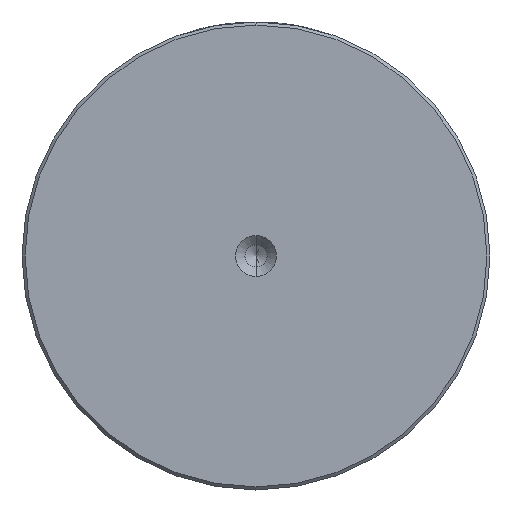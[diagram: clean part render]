
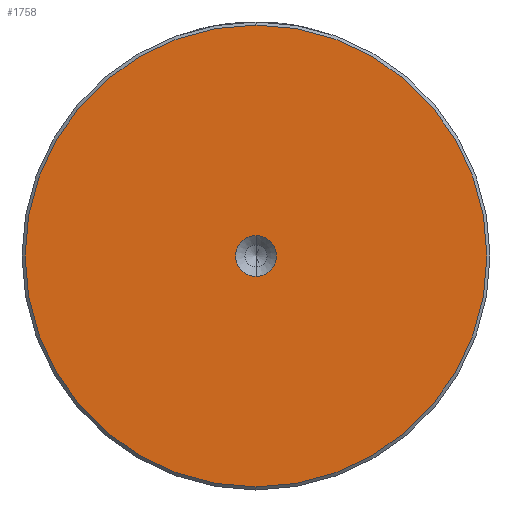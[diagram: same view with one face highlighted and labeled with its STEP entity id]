
A CAD part, left-side view. The second image highlights one B-rep face of the part: STEP entity #1758.
In plain terms, the highlighted planar face has unit normal (-1, 0, 0).
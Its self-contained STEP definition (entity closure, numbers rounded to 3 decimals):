
#89 = CARTESIAN_POINT ( 'NONE',  ( 0., 0., 3.3 ) ) ;
#95 = AXIS2_PLACEMENT_3D ( 'NONE', #2505, #1099, #2732 ) ;
#201 = VERTEX_POINT ( 'NONE', #89 ) ;
#233 = AXIS2_PLACEMENT_3D ( 'NONE', #2781, #3012, #1617 ) ;
#533 = AXIS2_PLACEMENT_3D ( 'NONE', #2849, #1445, #3077 ) ;
#559 = EDGE_CURVE ( 'NONE', #1783, #2806, #1476, .T. ) ;
#587 = CARTESIAN_POINT ( 'NONE',  ( 0., 0., 0. ) ) ;
#685 = EDGE_CURVE ( 'NONE', #201, #2584, #1255, .T. ) ;
#732 = ORIENTED_EDGE ( 'NONE', *, *, #559, .T. ) ;
#831 = DIRECTION ( 'NONE',  ( 0., 0., 1. ) ) ;
#1095 = EDGE_CURVE ( 'NONE', #2584, #201, #1282, .T. ) ;
#1099 = DIRECTION ( 'NONE',  ( -1., 0., 0. ) ) ;
#1144 = PLANE ( 'NONE',  #233 ) ;
#1255 = CIRCLE ( 'NONE', #1966, 3.3 ) ;
#1281 = CARTESIAN_POINT ( 'NONE',  ( 0., 0., -3.3 ) ) ;
#1282 = CIRCLE ( 'NONE', #95, 3.3 ) ;
#1412 = CARTESIAN_POINT ( 'NONE',  ( 0., 0., 0. ) ) ;
#1445 = DIRECTION ( 'NONE',  ( -1., 0., 0. ) ) ;
#1476 = CIRCLE ( 'NONE', #533, 37.5 ) ;
#1617 = DIRECTION ( 'NONE',  ( 0., 0., 1. ) ) ;
#1645 = DIRECTION ( 'NONE',  ( 0., 0., 1. ) ) ;
#1758 = ADVANCED_FACE ( 'NONE', ( #2740, #2180 ), #1144, .T. ) ;
#1783 = VERTEX_POINT ( 'NONE', #3029 ) ;
#1823 = CARTESIAN_POINT ( 'NONE',  ( 0., 0., 37.5 ) ) ;
#1966 = AXIS2_PLACEMENT_3D ( 'NONE', #587, #2244, #831 ) ;
#2029 = EDGE_LOOP ( 'NONE', ( #732, #2793 ) ) ;
#2180 = FACE_BOUND ( 'NONE', #2770, .T. ) ;
#2200 = ORIENTED_EDGE ( 'NONE', *, *, #1095, .F. ) ;
#2205 = EDGE_CURVE ( 'NONE', #2806, #1783, #2882, .T. ) ;
#2244 = DIRECTION ( 'NONE',  ( -1., 0., 0. ) ) ;
#2408 = AXIS2_PLACEMENT_3D ( 'NONE', #1412, #3050, #1645 ) ;
#2505 = CARTESIAN_POINT ( 'NONE',  ( 0., 0., 0. ) ) ;
#2566 = ORIENTED_EDGE ( 'NONE', *, *, #685, .F. ) ;
#2584 = VERTEX_POINT ( 'NONE', #1281 ) ;
#2732 = DIRECTION ( 'NONE',  ( 0., 0., 1. ) ) ;
#2740 = FACE_OUTER_BOUND ( 'NONE', #2029, .T. ) ;
#2770 = EDGE_LOOP ( 'NONE', ( #2566, #2200 ) ) ;
#2781 = CARTESIAN_POINT ( 'NONE',  ( 0., 0., 0. ) ) ;
#2793 = ORIENTED_EDGE ( 'NONE', *, *, #2205, .T. ) ;
#2806 = VERTEX_POINT ( 'NONE', #1823 ) ;
#2849 = CARTESIAN_POINT ( 'NONE',  ( 0., 0., 0. ) ) ;
#2882 = CIRCLE ( 'NONE', #2408, 37.5 ) ;
#3012 = DIRECTION ( 'NONE',  ( -1., 0., 0. ) ) ;
#3029 = CARTESIAN_POINT ( 'NONE',  ( 0., 0., -37.5 ) ) ;
#3050 = DIRECTION ( 'NONE',  ( -1., 0., 0. ) ) ;
#3077 = DIRECTION ( 'NONE',  ( 0., 0., 1. ) ) ;
